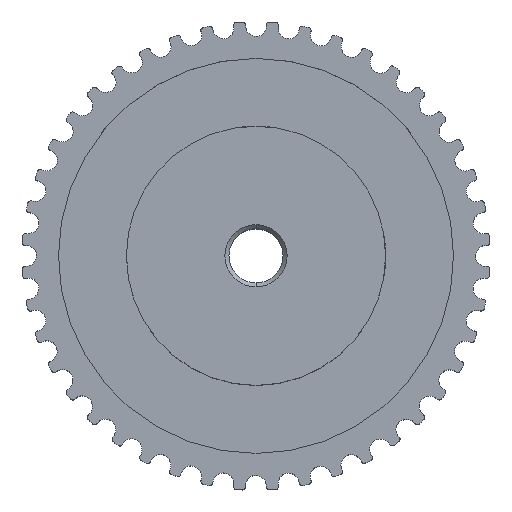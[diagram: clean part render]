
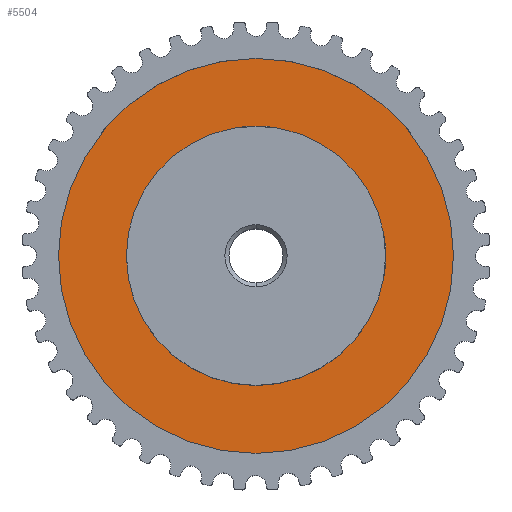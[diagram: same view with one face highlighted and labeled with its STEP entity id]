
A CAD part, top view. The second image highlights one B-rep face of the part: STEP entity #5504.
In plain terms, the highlighted planar face has unit normal (0, 0, 1).
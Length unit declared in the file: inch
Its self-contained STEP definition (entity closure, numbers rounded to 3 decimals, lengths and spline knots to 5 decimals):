
#569=CARTESIAN_POINT('',(0.,0.,-0.18246));
#570=DIRECTION('',(0.,0.,-1.));
#571=DIRECTION('',(1.,0.,0.));
#572=AXIS2_PLACEMENT_3D('',#569,#570,#571);
#574=CARTESIAN_POINT('',(0.,0.,-0.18246));
#575=DIRECTION('',(0.,0.,-1.));
#576=DIRECTION('',(-1.,0.,0.));
#577=AXIS2_PLACEMENT_3D('',#574,#575,#576);
#579=CARTESIAN_POINT('',(0.,0.,-0.18246));
#580=DIRECTION('',(0.,0.,1.));
#581=DIRECTION('',(1.,0.,0.));
#582=AXIS2_PLACEMENT_3D('',#579,#580,#581);
#584=CARTESIAN_POINT('',(0.,0.,-0.18246));
#585=DIRECTION('',(0.,0.,1.));
#586=DIRECTION('',(-1.,0.,0.));
#587=AXIS2_PLACEMENT_3D('',#584,#585,#586);
#4717=CARTESIAN_POINT('',(0.75,0.,-0.18246));
#4718=CARTESIAN_POINT('',(-0.75,0.,-0.18246));
#4719=VERTEX_POINT('',#4717);
#4720=VERTEX_POINT('',#4718);
#4721=CARTESIAN_POINT('',(1.143,0.,-0.18246));
#4722=CARTESIAN_POINT('',(-1.143,0.,-0.18246));
#4723=VERTEX_POINT('',#4721);
#4724=VERTEX_POINT('',#4722);
#5489=CARTESIAN_POINT('',(0.,0.,-0.18246));
#5490=DIRECTION('',(0.,0.,1.));
#5491=DIRECTION('',(1.,0.,0.));
#5492=AXIS2_PLACEMENT_3D('',#5489,#5490,#5491);
#5493=PLANE('',#5492);
#5495=ORIENTED_EDGE('',*,*,#5494,.F.);
#5497=ORIENTED_EDGE('',*,*,#5496,.F.);
#5498=EDGE_LOOP('',(#5495,#5497));
#5499=FACE_OUTER_BOUND('',#5498,.F.);
#5500=ORIENTED_EDGE('',*,*,#5215,.F.);
#5501=ORIENTED_EDGE('',*,*,#5191,.F.);
#5502=EDGE_LOOP('',(#5500,#5501));
#5503=FACE_BOUND('',#5502,.F.);
#5504=ADVANCED_FACE('',(#5499,#5503),#5493,.T.);
#573=CIRCLE('',#572,0.75);
#578=CIRCLE('',#577,0.75);
#583=CIRCLE('',#582,1.143);
#588=CIRCLE('',#587,1.143);
#5191=EDGE_CURVE('',#4720,#4719,#578,.T.);
#5215=EDGE_CURVE('',#4719,#4720,#573,.T.);
#5494=EDGE_CURVE('',#4723,#4724,#583,.T.);
#5496=EDGE_CURVE('',#4724,#4723,#588,.T.);
